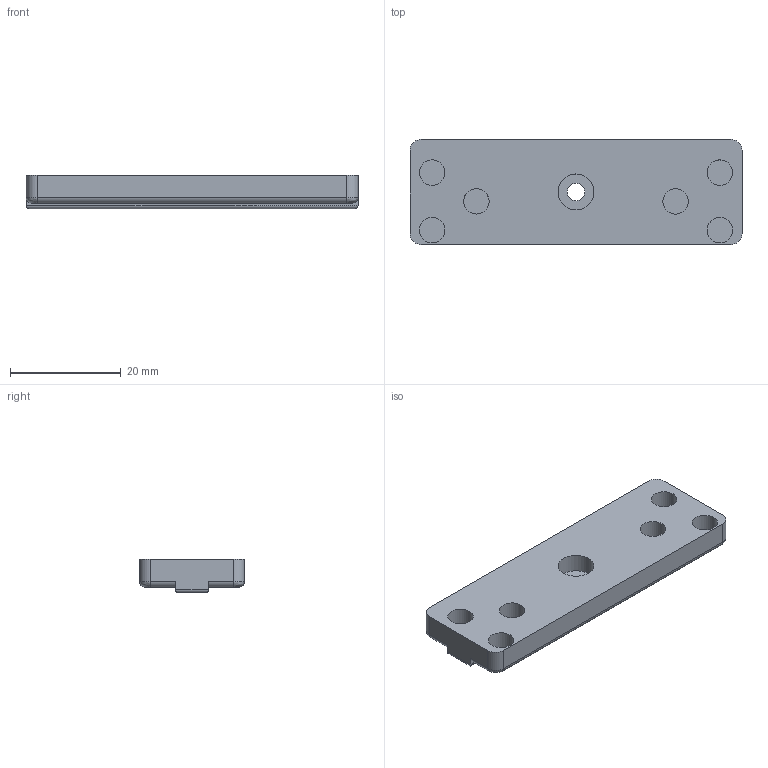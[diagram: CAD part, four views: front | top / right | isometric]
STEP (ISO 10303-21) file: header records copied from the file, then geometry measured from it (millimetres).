
FILE_DESCRIPTION(/* description */ (''),/* implementation_level */ '2;1');
FILE_NAME(/* name */ '10X15 Y Cable Chain Mount MOD v3.step',/* time_stamp */ '2022-01-26T14:15:21+08:00',/* author */ (''),/* organization */ (''),/* preprocessor_version */ 'ST-DEVELOPER v18.1',/* originating_system */ 'Autodesk Translation Framework v10.13.0.1454',/* authorisation */ '');
FILE_SCHEMA (('AUTOMOTIVE_DESIGN { 1 0 10303 214 3 1 1 }'));
Length unit declared in the file: millimetre
Products named in the file (1): 10X15 Y Cable Chain Mount MOD
Bounding box: 60 x 19 x 6 mm (x, y, z)
Volume: 5485.6 mm3; surface area: 3497.4 mm2
Topology: 1 solids, 1 shells, 43 faces, 90 edges, 56 vertices
Faces by surface type: cylinder 22, plane 17, bspline 4
Full cylindrical faces by diameter (mm): 3.2 x1, 4.6 x6, 6.5 x1
Entity records: 1205 total; most frequent: CARTESIAN_POINT 222, DIRECTION 214, ORIENTED_EDGE 180, EDGE_CURVE 90, AXIS2_PLACEMENT_3D 84, VERTEX_POINT 56, EDGE_LOOP 52, LINE 46
